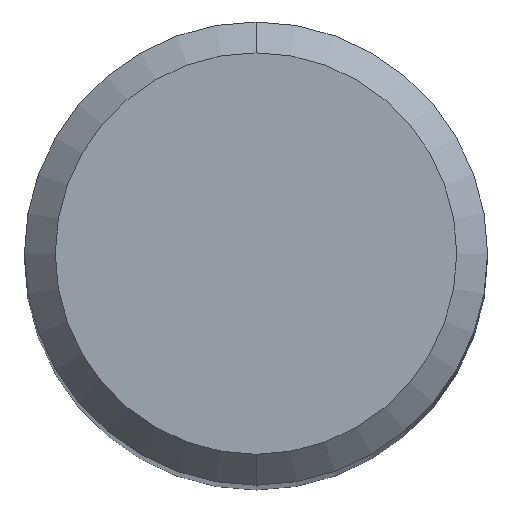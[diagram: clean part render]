
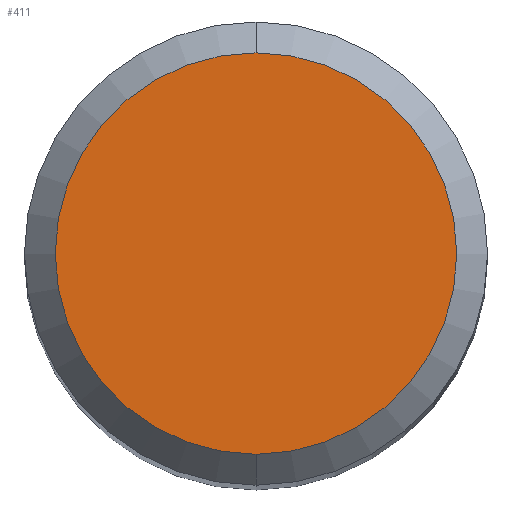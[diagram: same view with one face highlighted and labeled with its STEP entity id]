
A CAD part, top view. The second image highlights one B-rep face of the part: STEP entity #411.
In plain terms, the highlighted planar face has unit normal (0, 0, 1).
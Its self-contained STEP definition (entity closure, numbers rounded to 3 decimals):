
#197=EDGE_CURVE('',#283,#437,#505,.T.);
#283=VERTEX_POINT('',#597);
#391=EDGE_CURVE('',#437,#283,#717,.T.);
#411=ADVANCED_FACE('',(#740),#741,.T.);
#437=VERTEX_POINT('',#771);
#505=CIRCLE('',#877,2.6);
#597=CARTESIAN_POINT('',(0.0,2.6,0.0));
#717=CIRCLE('',#1322,2.6);
#740=FACE_OUTER_BOUND('',#1357,.T.);
#741=PLANE('',#1358);
#771=CARTESIAN_POINT('',(0.,-2.6,0.0));
#877=AXIS2_PLACEMENT_3D('',#1458,#1459,#1460);
#1322=AXIS2_PLACEMENT_3D('',#1688,#1689,#1690);
#1357=EDGE_LOOP('',(#1722,#1723));
#1358=AXIS2_PLACEMENT_3D('',#1724,#1725,#1726);
#1458=CARTESIAN_POINT('',(0.0,0.0,0.0));
#1459=DIRECTION('',(0.0,0.0,-1.0));
#1460=DIRECTION('',(0.0,1.0,0.0));
#1688=CARTESIAN_POINT('',(0.0,0.0,0.0));
#1689=DIRECTION('',(0.0,0.0,-1.0));
#1690=DIRECTION('',(0.0,1.0,0.0));
#1722=ORIENTED_EDGE('',*,*,#197,.F.);
#1723=ORIENTED_EDGE('',*,*,#391,.F.);
#1724=CARTESIAN_POINT('',(0.0,1.3,0.0));
#1725=DIRECTION('',(-0.0,0.0,1.0));
#1726=DIRECTION('',(0.0,-1.0,0.0));
